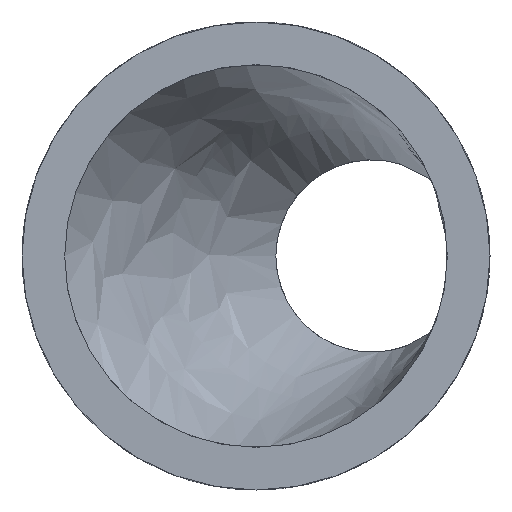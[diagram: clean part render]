
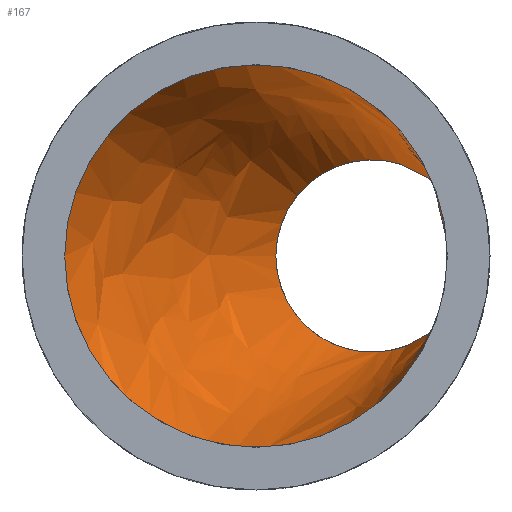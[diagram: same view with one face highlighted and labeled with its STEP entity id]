
A CAD part, left-side view. The second image highlights one B-rep face of the part: STEP entity #167.
In plain terms, the highlighted free-form (B-spline) face has degree [1, 2] with [2, 9] control points.
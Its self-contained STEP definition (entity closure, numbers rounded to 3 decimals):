
#31=CIRCLE('',#195,51.1);
#32=CIRCLE('',#196,51.1);
#33=CIRCLE('',#197,25.7);
#34=CIRCLE('',#198,25.7);
#35=CIRCLE('',#199,25.7);
#36=CIRCLE('',#200,25.7);
#37=CIRCLE('',#201,51.1);
#38=CIRCLE('',#202,51.1);
#43=(
BOUNDED_SURFACE()
B_SPLINE_SURFACE(1,2,((#760,#761,#762,#763,#764,#765,#766,#767,#768),(#769,
#770,#771,#772,#773,#774,#775,#776,#777)),.UNSPECIFIED.,.F.,.T.,.F.)
B_SPLINE_SURFACE_WITH_KNOTS((2,2),(3,2,2,2,3),(-0.288,2.253),
(-3.142,-1.571,0.,1.571,3.142),
 .UNSPECIFIED.)
GEOMETRIC_REPRESENTATION_ITEM()
RATIONAL_B_SPLINE_SURFACE(((1.,0.707,1.,0.707,1.,
0.707,1.,0.707,1.),(1.,0.707,1.,0.707,
1.,0.707,1.,0.707,1.)))
REPRESENTATION_ITEM('')
SURFACE()
);
#47=FACE_OUTER_BOUND('',#57,.T.);
#57=EDGE_LOOP('',(#121,#122,#123,#124,#125,#126,#127,#128,#129,#130));
#73=B_SPLINE_CURVE_WITH_KNOTS('',1,(#784,#785),.UNSPECIFIED.,.F.,.F.,(2,
2),(0.02,2.113),.UNSPECIFIED.);
#79=VERTEX_POINT('',#778);
#80=VERTEX_POINT('',#779);
#81=VERTEX_POINT('',#781);
#82=VERTEX_POINT('',#783);
#83=VERTEX_POINT('',#786);
#84=VERTEX_POINT('',#788);
#85=VERTEX_POINT('',#790);
#86=VERTEX_POINT('',#793);
#97=EDGE_CURVE('',#79,#80,#31,.T.);
#98=EDGE_CURVE('',#80,#81,#32,.T.);
#99=EDGE_CURVE('',#81,#82,#73,.T.);
#100=EDGE_CURVE('',#82,#83,#33,.T.);
#101=EDGE_CURVE('',#83,#84,#34,.T.);
#102=EDGE_CURVE('',#84,#85,#35,.T.);
#103=EDGE_CURVE('',#85,#82,#36,.T.);
#104=EDGE_CURVE('',#81,#86,#37,.T.);
#105=EDGE_CURVE('',#86,#79,#38,.T.);
#121=ORIENTED_EDGE('',*,*,#97,.T.);
#122=ORIENTED_EDGE('',*,*,#98,.T.);
#123=ORIENTED_EDGE('',*,*,#99,.T.);
#124=ORIENTED_EDGE('',*,*,#100,.T.);
#125=ORIENTED_EDGE('',*,*,#101,.T.);
#126=ORIENTED_EDGE('',*,*,#102,.T.);
#127=ORIENTED_EDGE('',*,*,#103,.T.);
#128=ORIENTED_EDGE('',*,*,#99,.F.);
#129=ORIENTED_EDGE('',*,*,#104,.T.);
#130=ORIENTED_EDGE('',*,*,#105,.T.);
#167=ADVANCED_FACE('',(#47),#43,.T.);
#195=AXIS2_PLACEMENT_3D('',#780,#215,#216);
#196=AXIS2_PLACEMENT_3D('',#782,#217,#218);
#197=AXIS2_PLACEMENT_3D('',#787,#219,#220);
#198=AXIS2_PLACEMENT_3D('',#789,#221,#222);
#199=AXIS2_PLACEMENT_3D('',#791,#223,#224);
#200=AXIS2_PLACEMENT_3D('',#792,#225,#226);
#201=AXIS2_PLACEMENT_3D('',#794,#227,#228);
#202=AXIS2_PLACEMENT_3D('',#795,#229,#230);
#215=DIRECTION('center_axis',(-1.,0.,0.));
#216=DIRECTION('ref_axis',(0.,-1.,0.));
#217=DIRECTION('center_axis',(-1.,0.,0.));
#218=DIRECTION('ref_axis',(0.,-1.,0.));
#219=DIRECTION('center_axis',(1.,0.,0.));
#220=DIRECTION('ref_axis',(0.,-1.,0.));
#221=DIRECTION('center_axis',(1.,0.,0.));
#222=DIRECTION('ref_axis',(0.,-1.,0.));
#223=DIRECTION('center_axis',(1.,0.,0.));
#224=DIRECTION('ref_axis',(0.,-1.,0.));
#225=DIRECTION('center_axis',(1.,0.,0.));
#226=DIRECTION('ref_axis',(0.,-1.,0.));
#227=DIRECTION('center_axis',(-1.,0.,0.));
#228=DIRECTION('ref_axis',(0.,-1.,0.));
#229=DIRECTION('center_axis',(-1.,0.,0.));
#230=DIRECTION('ref_axis',(0.,-1.,0.));
#760=CARTESIAN_POINT('Ctrl Pts',(90.285,31.824,-54.71));
#761=CARTESIAN_POINT('Ctrl Pts',(105.,82.1,-54.71));
#762=CARTESIAN_POINT('Ctrl Pts',(105.,82.1,0.));
#763=CARTESIAN_POINT('Ctrl Pts',(105.,82.1,54.71));
#764=CARTESIAN_POINT('Ctrl Pts',(90.285,31.824,54.71));
#765=CARTESIAN_POINT('Ctrl Pts',(75.57,-18.452,54.71));
#766=CARTESIAN_POINT('Ctrl Pts',(75.57,-18.452,0.));
#767=CARTESIAN_POINT('Ctrl Pts',(75.57,-18.452,-54.71));
#768=CARTESIAN_POINT('Ctrl Pts',(90.285,31.824,-54.71));
#769=CARTESIAN_POINT('Ctrl Pts',(211.658,-3.701,-23.953));
#770=CARTESIAN_POINT('Ctrl Pts',(218.101,18.311,-23.953));
#771=CARTESIAN_POINT('Ctrl Pts',(218.101,18.311,0.));
#772=CARTESIAN_POINT('Ctrl Pts',(218.101,18.311,23.953));
#773=CARTESIAN_POINT('Ctrl Pts',(211.658,-3.701,23.953));
#774=CARTESIAN_POINT('Ctrl Pts',(205.216,-25.712,23.953));
#775=CARTESIAN_POINT('Ctrl Pts',(205.216,-25.712,0.));
#776=CARTESIAN_POINT('Ctrl Pts',(205.216,-25.712,-23.953));
#777=CARTESIAN_POINT('Ctrl Pts',(211.658,-3.701,-23.953));
#778=CARTESIAN_POINT('',(105.,-10.869,29.295));
#779=CARTESIAN_POINT('',(105.,82.1,0.));
#780=CARTESIAN_POINT('Origin',(105.,31.,0.));
#781=CARTESIAN_POINT('',(105.,27.517,-50.981));
#782=CARTESIAN_POINT('Origin',(105.,31.,0.));
#783=CARTESIAN_POINT('',(205.,-1.752,-25.64));
#784=CARTESIAN_POINT('Ctrl Pts',(105.,27.517,-50.981));
#785=CARTESIAN_POINT('Ctrl Pts',(205.,-1.752,-25.64));
#786=CARTESIAN_POINT('',(205.,25.7,0.));
#787=CARTESIAN_POINT('Origin',(205.,0.,0.));
#788=CARTESIAN_POINT('',(205.,-21.057,14.733));
#789=CARTESIAN_POINT('Origin',(205.,0.,0.));
#790=CARTESIAN_POINT('',(205.,-21.057,-14.733));
#791=CARTESIAN_POINT('Origin',(205.,0.,0.));
#792=CARTESIAN_POINT('Origin',(205.,0.,0.));
#793=CARTESIAN_POINT('',(105.,-10.869,-29.295));
#794=CARTESIAN_POINT('Origin',(105.,31.,0.));
#795=CARTESIAN_POINT('Origin',(105.,31.,0.));
